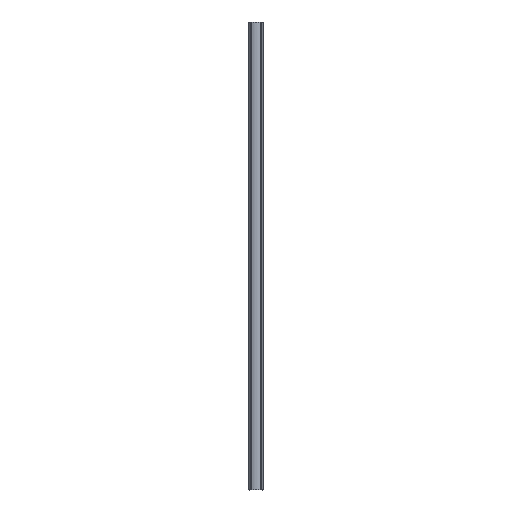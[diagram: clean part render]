
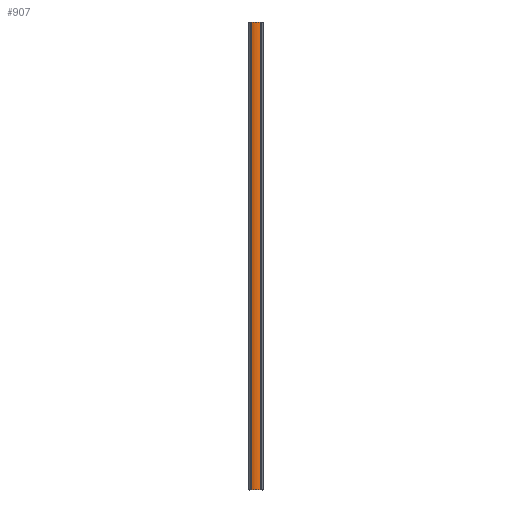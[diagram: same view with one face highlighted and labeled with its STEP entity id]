
A CAD part, front view. The second image highlights one B-rep face of the part: STEP entity #907.
In plain terms, the highlighted cylindrical face has radius 42.5 mm (diameter 85 mm), a partial arc.
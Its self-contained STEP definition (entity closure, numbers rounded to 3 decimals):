
#64 = DIRECTION ( 'NONE',  ( -1., 0., 0. ) ) ;
#222 = DIRECTION ( 'NONE',  ( 0., 0., -1. ) ) ;
#293 = EDGE_CURVE ( 'NONE', #1198, #1011, #1594, .T. ) ;
#348 = LINE ( 'NONE', #2022, #625 ) ;
#524 = VECTOR ( 'NONE', #3784, 1000. ) ;
#625 = VECTOR ( 'NONE', #222, 1000. ) ;
#801 = VERTEX_POINT ( 'NONE', #944 ) ;
#907 = ADVANCED_FACE ( 'NONE', ( #2197 ), #1756, .T. ) ;
#944 = CARTESIAN_POINT ( 'NONE',  ( 14.679, -39.885, 1750. ) ) ;
#1011 = VERTEX_POINT ( 'NONE', #2772 ) ;
#1024 = ORIENTED_EDGE ( 'NONE', *, *, #1672, .T. ) ;
#1134 = DIRECTION ( 'NONE',  ( -1., 0., 0. ) ) ;
#1165 = DIRECTION ( 'NONE',  ( 0., 0., 1. ) ) ;
#1198 = VERTEX_POINT ( 'NONE', #2263 ) ;
#1319 = EDGE_LOOP ( 'NONE', ( #1024, #3791, #3916, #3243 ) ) ;
#1557 = CIRCLE ( 'NONE', #2774, 42.5 ) ;
#1594 = CIRCLE ( 'NONE', #2830, 42.5 ) ;
#1661 = AXIS2_PLACEMENT_3D ( 'NONE', #3740, #1869, #64 ) ;
#1672 = EDGE_CURVE ( 'NONE', #1011, #801, #3572, .T. ) ;
#1695 = EDGE_CURVE ( 'NONE', #3183, #1198, #348, .T. ) ;
#1756 = CYLINDRICAL_SURFACE ( 'NONE', #1661, 42.5 ) ;
#1869 = DIRECTION ( 'NONE',  ( 0., 0., -1. ) ) ;
#2022 = CARTESIAN_POINT ( 'NONE',  ( -14.679, -39.885, 500. ) ) ;
#2062 = DIRECTION ( 'NONE',  ( 0., 0., 1. ) ) ;
#2197 = FACE_OUTER_BOUND ( 'NONE', #1319, .T. ) ;
#2263 = CARTESIAN_POINT ( 'NONE',  ( -14.679, -39.885, 0. ) ) ;
#2772 = CARTESIAN_POINT ( 'NONE',  ( 14.679, -39.885, 0. ) ) ;
#2774 = AXIS2_PLACEMENT_3D ( 'NONE', #3004, #1165, #3307 ) ;
#2830 = AXIS2_PLACEMENT_3D ( 'NONE', #3011, #2062, #1134 ) ;
#3004 = CARTESIAN_POINT ( 'NONE',  ( 0., 0., 1750. ) ) ;
#3011 = CARTESIAN_POINT ( 'NONE',  ( 0., 0., 0. ) ) ;
#3142 = CARTESIAN_POINT ( 'NONE',  ( -14.679, -39.885, 1750. ) ) ;
#3183 = VERTEX_POINT ( 'NONE', #3142 ) ;
#3243 = ORIENTED_EDGE ( 'NONE', *, *, #293, .T. ) ;
#3307 = DIRECTION ( 'NONE',  ( 1., 0., 0. ) ) ;
#3469 = CARTESIAN_POINT ( 'NONE',  ( 14.679, -39.885, 500. ) ) ;
#3572 = LINE ( 'NONE', #3469, #524 ) ;
#3594 = EDGE_CURVE ( 'NONE', #3183, #801, #1557, .T. ) ;
#3740 = CARTESIAN_POINT ( 'NONE',  ( 0., 0., 500. ) ) ;
#3784 = DIRECTION ( 'NONE',  ( 0., 0., 1. ) ) ;
#3791 = ORIENTED_EDGE ( 'NONE', *, *, #3594, .F. ) ;
#3916 = ORIENTED_EDGE ( 'NONE', *, *, #1695, .T. ) ;
